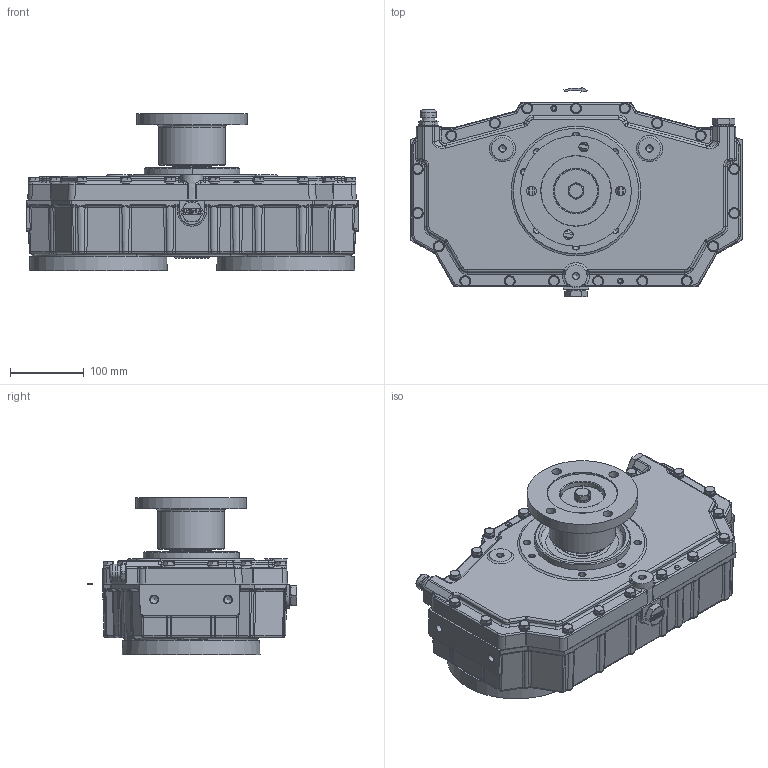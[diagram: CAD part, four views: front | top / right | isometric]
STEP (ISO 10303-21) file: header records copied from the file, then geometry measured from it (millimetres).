
FILE_DESCRIPTION (( 'STEP AP214' ), '1' );
FILE_NAME ('1029013A.STEP', '2018-09-05T07:50:39', ( 'utente' ), ( 'Hewlett-Packard Company' ), 'SwSTEP 2.0', 'SolidWorks 2015', '' );
FILE_SCHEMA (( 'AUTOMOTIVE_DESIGN' ));
Length unit declared in the file: millimetre
Products named in the file (10): IT1041370-installation; IT2062313_rev00-installation; IT1041036_rev00-installation; IT1041103_rev00-installation; IT1054020_rev00-installation; ITam216-002_rev00-installation; IT2021180_rev06-installation; ITam216-001_rev01-installation; ITB00110000_rev01-installation; 1029013A
Assembly tree (10 placements, depth 2):
  1029013A
    ITB00110000_rev01-installation
    ITam216-001_rev01-installation
    IT2021180_rev06-installation  x2
    ITam216-002_rev00-installation
    IT1054020_rev00-installation
    IT1041103_rev00-installation
    IT1041036_rev00-installation
    IT2062313_rev00-installation
    IT1041370-installation
Bounding box: 450 x 284.54 x 213.75 mm (x, y, z)
Volume: 2371292.4 mm3; surface area: 1403014.5 mm2
Topology: 33 solids, 110 shells, 3987 faces, 9716 edges, 6188 vertices
Faces by surface type: plane 1906, cylinder 888, bspline 784, cone 237, torus 164, sphere 8
Full cylindrical faces by diameter (mm): 2 x2, 2.5 x2, 5 x2, 8 x43, 8.8 x28, 9 x19, 10 x39, 10.5 x8, 11 x10, 12 x28, 12.2 x19, 13 x3, 13.1 x4, 14 x24, 16 x9, 17 x10, 17.2 x1, 18 x1, 18.5 x3, 19.3 x1, 20 x5, 21.3 x1, 22.28 x2, 23.7 x1, 24 x1, 26 x2, 26.6 x2, 27.65 x2, 30.5 x1, 42 x1
Entity records: 181733 total; most frequent: CARTESIAN_POINT 59698, ORIENTED_EDGE 16526, DIRECTION 14616, EDGE_CURVE 8268, VERTEX_POINT 5591, AXIS2_PLACEMENT_3D 5130, EDGE_LOOP 4805, LINE 4356
